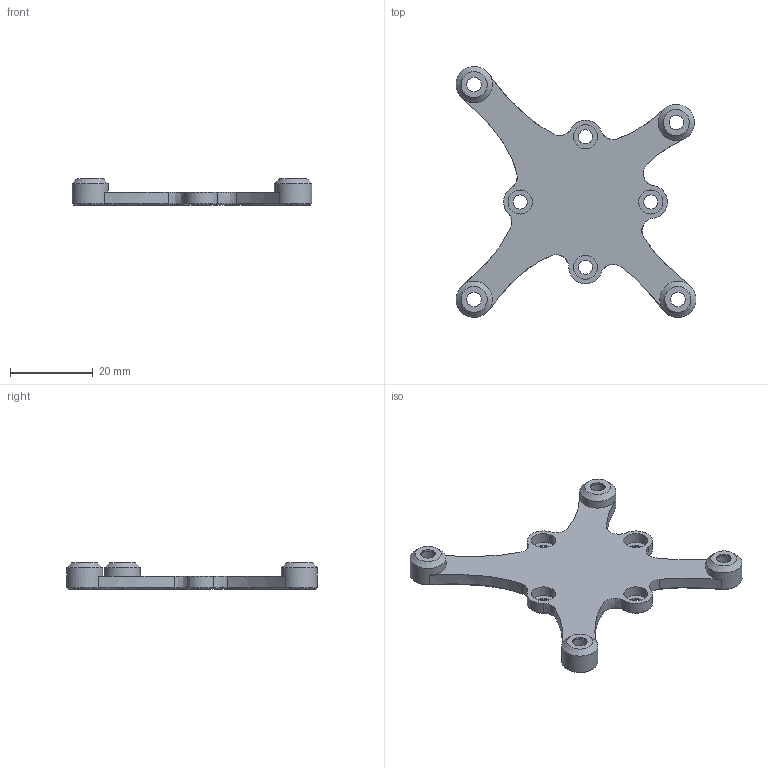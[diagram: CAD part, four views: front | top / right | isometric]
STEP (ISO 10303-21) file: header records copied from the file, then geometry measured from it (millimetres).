
FILE_DESCRIPTION(/* description */ (''),/* implementation_level */ '2;1');
FILE_NAME(/* name */ 'TinyFan_Dinrail.stp',/* time_stamp */ '2022-09-15T20:57:39+02:00',/* author */ ('Rama'),/* organization */ (''),/* preprocessor_version */ 'ST-DEVELOPER v19.2',/* originating_system */ 'Autodesk Inventor 2023',/* authorisation */ '');
FILE_SCHEMA (('AUTOMOTIVE_DESIGN { 1 0 10303 214 3 1 1 }'));
Length unit declared in the file: millimetre
Products named in the file (1): TinyFan_Extrusion_Top
Bounding box: 57.83 x 60.51 x 6.4 mm (x, y, z)
Volume: 5222.9 mm3; surface area: 4784.8 mm2
Topology: 1 solids, 1 shells, 90 faces, 212 edges, 128 vertices
Faces by surface type: bspline 32, cone 24, cylinder 24, plane 10
Full cylindrical faces by diameter (mm): 3.4 x4, 3.5 x4, 4.7 x4, 5.8 x4, 8.7 x4
Entity records: 3225 total; most frequent: CARTESIAN_POINT 1249, ORIENTED_EDGE 424, DIRECTION 346, EDGE_CURVE 212, AXIS2_PLACEMENT_3D 139, VERTEX_POINT 128, EDGE_LOOP 110, FACE_OUTER_BOUND 90
